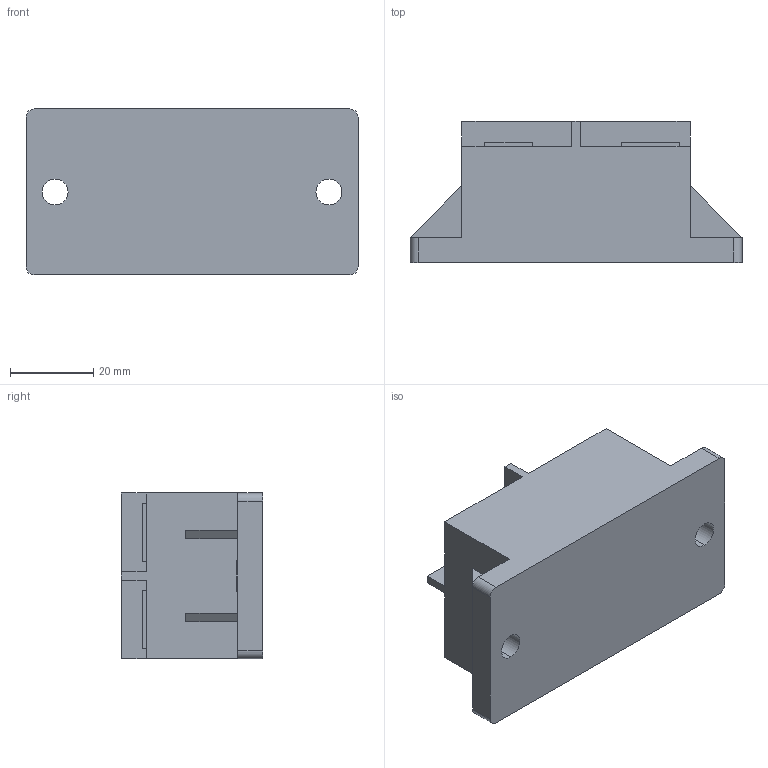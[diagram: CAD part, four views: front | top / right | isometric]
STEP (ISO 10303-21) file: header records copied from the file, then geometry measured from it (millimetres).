
FILE_DESCRIPTION (( 'STEP AP214' ), '1' );
FILE_NAME ('MDS100.STEP', '2024-05-15T06:26:30', ( '' ), ( '' ), 'SwSTEP 2.0', 'SolidWorks 2024', '' );
FILE_SCHEMA (( 'AUTOMOTIVE_DESIGN' ));
Length unit declared in the file: millimetre
Products named in the file (1): MDS100
Bounding box: 80 x 34 x 40 mm (x, y, z)
Volume: 69962.4 mm3; surface area: 14312.7 mm2
Topology: 1 solids, 1 shells, 135 faces, 355 edges, 234 vertices
Faces by surface type: plane 96, bspline 27, cylinder 12
Entity records: 5945 total; most frequent: CARTESIAN_POINT 1760, ORIENTED_EDGE 710, DIRECTION 543, EDGE_CURVE 355, LINE 277, VECTOR 277, VERTEX_POINT 234, EDGE_LOOP 151
